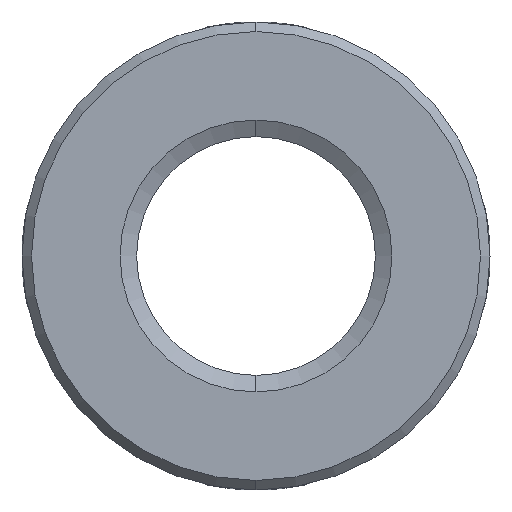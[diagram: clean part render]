
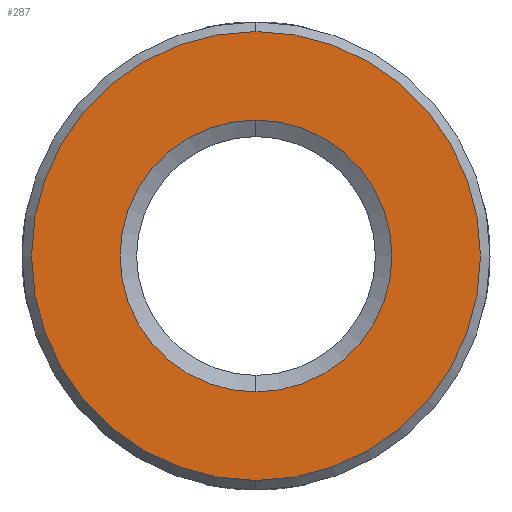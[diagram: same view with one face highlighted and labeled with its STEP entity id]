
A CAD part, front view. The second image highlights one B-rep face of the part: STEP entity #287.
In plain terms, the highlighted planar face has unit normal (0, -1, 0).
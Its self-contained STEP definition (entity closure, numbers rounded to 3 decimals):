
#270 = ORIENTED_EDGE ( 'NONE', *, *, #271, .F. ) ;
#271 = EDGE_CURVE ( 'NONE', #368, #370, #1670, .T. ) ;
#272 = EDGE_LOOP ( 'NONE', ( #273, #274 ) ) ;
#273 = ORIENTED_EDGE ( 'NONE', *, *, #316, .T. ) ;
#274 = ORIENTED_EDGE ( 'NONE', *, *, #286, .T. ) ;
#286 = EDGE_CURVE ( 'NONE', #290, #317, #1686, .T. ) ;
#287 = ADVANCED_FACE ( 'NONE', ( #1682, #1681 ), #1664, .F. ) ;
#288 = EDGE_LOOP ( 'NONE', ( #289, #270 ) ) ;
#289 = ORIENTED_EDGE ( 'NONE', *, *, #357, .F. ) ;
#290 = VERTEX_POINT ( 'NONE', #1659 ) ;
#316 = EDGE_CURVE ( 'NONE', #317, #290, #1635, .T. ) ;
#317 = VERTEX_POINT ( 'NONE', #1630 ) ;
#357 = EDGE_CURVE ( 'NONE', #370, #368, #1764, .T. ) ;
#368 = VERTEX_POINT ( 'NONE', #1750 ) ;
#370 = VERTEX_POINT ( 'NONE', #1748 ) ;
#1537 = DIRECTION ( 'NONE',  ( 0., 0., 1. ) ) ;
#1538 = DIRECTION ( 'NONE',  ( 0., 1., 0. ) ) ;
#1539 = CARTESIAN_POINT ( 'NONE',  ( 0., -1.905, 0. ) ) ;
#1611 = AXIS2_PLACEMENT_3D ( 'NONE', #1539, #1538, #1537 ) ;
#1630 = CARTESIAN_POINT ( 'NONE',  ( 0., -1.905, -3.615 ) ) ;
#1631 = DIRECTION ( 'NONE',  ( 0., 0., 1. ) ) ;
#1632 = DIRECTION ( 'NONE',  ( 0., 1., 0. ) ) ;
#1633 = CARTESIAN_POINT ( 'NONE',  ( 0., -1.905, 0. ) ) ;
#1634 = AXIS2_PLACEMENT_3D ( 'NONE', #1633, #1632, #1631 ) ;
#1635 = CIRCLE ( 'NONE', #1634, 3.615 ) ;
#1659 = CARTESIAN_POINT ( 'NONE',  ( 0., -1.905, 3.615 ) ) ;
#1660 = DIRECTION ( 'NONE',  ( 0., 0., 1. ) ) ;
#1661 = DIRECTION ( 'NONE',  ( 0., 1., 0. ) ) ;
#1662 = CARTESIAN_POINT ( 'NONE',  ( 3.112, -1.905, 0. ) ) ;
#1663 = AXIS2_PLACEMENT_3D ( 'NONE', #1662, #1661, #1660 ) ;
#1664 = PLANE ( 'NONE',  #1663 ) ;
#1670 = CIRCLE ( 'NONE', #1611, 5.969 ) ;
#1681 = FACE_BOUND ( 'NONE', #272, .T. ) ;
#1682 = FACE_OUTER_BOUND ( 'NONE', #288, .T. ) ;
#1683 = DIRECTION ( 'NONE',  ( 0., 0., 1. ) ) ;
#1684 = DIRECTION ( 'NONE',  ( 0., 1., 0. ) ) ;
#1685 = AXIS2_PLACEMENT_3D ( 'NONE', #1692, #1684, #1683 ) ;
#1686 = CIRCLE ( 'NONE', #1685, 3.615 ) ;
#1692 = CARTESIAN_POINT ( 'NONE',  ( 0., -1.905, 0. ) ) ;
#1748 = CARTESIAN_POINT ( 'NONE',  ( 0., -1.905, 5.969 ) ) ;
#1750 = CARTESIAN_POINT ( 'NONE',  ( 0., -1.905, -5.969 ) ) ;
#1761 = DIRECTION ( 'NONE',  ( 0., 0., 1. ) ) ;
#1762 = DIRECTION ( 'NONE',  ( 0., 1., 0. ) ) ;
#1763 = AXIS2_PLACEMENT_3D ( 'NONE', #1769, #1762, #1761 ) ;
#1764 = CIRCLE ( 'NONE', #1763, 5.969 ) ;
#1769 = CARTESIAN_POINT ( 'NONE',  ( 0., -1.905, 0. ) ) ;
